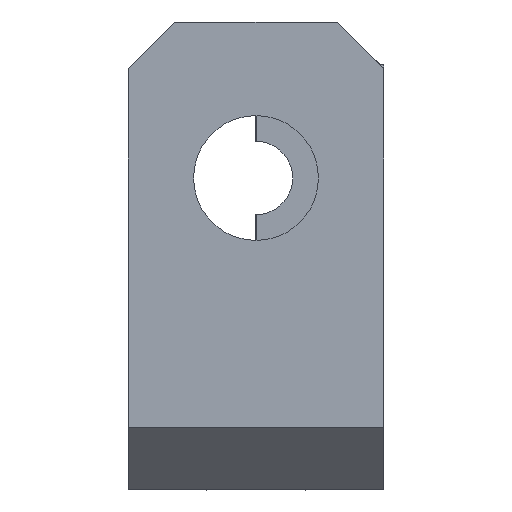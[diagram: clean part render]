
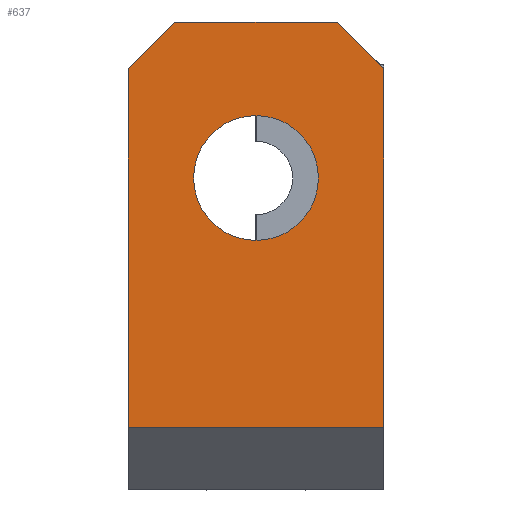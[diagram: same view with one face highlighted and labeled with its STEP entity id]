
A CAD part, front view. The second image highlights one B-rep face of the part: STEP entity #637.
In plain terms, the highlighted planar face has unit normal (0, -1, 0).
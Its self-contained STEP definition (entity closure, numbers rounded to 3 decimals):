
#28=FACE_BOUND('',#110,.T.);
#39=CIRCLE('',#694,4.);
#71=FACE_OUTER_BOUND('',#109,.T.);
#109=EDGE_LOOP('',(#573,#574,#575,#576,#577,#578));
#110=EDGE_LOOP('',(#579));
#114=LINE('',#871,#189);
#152=LINE('',#953,#227);
#175=LINE('',#1009,#250);
#180=LINE('',#1018,#255);
#182=LINE('',#1024,#257);
#184=LINE('',#1030,#259);
#189=VECTOR('',#703,10.);
#227=VECTOR('',#765,10.);
#250=VECTOR('',#826,10.);
#255=VECTOR('',#833,10.);
#257=VECTOR('',#841,10.);
#259=VECTOR('',#849,10.);
#264=VERTEX_POINT('',#868);
#265=VERTEX_POINT('',#870);
#296=VERTEX_POINT('',#950);
#297=VERTEX_POINT('',#952);
#311=VERTEX_POINT('',#1008);
#314=VERTEX_POINT('',#1016);
#318=VERTEX_POINT('',#1035);
#322=EDGE_CURVE('',#264,#265,#114,.T.);
#363=EDGE_CURVE('',#297,#296,#152,.T.);
#391=EDGE_CURVE('',#311,#296,#175,.T.);
#396=EDGE_CURVE('',#314,#311,#180,.T.);
#399=EDGE_CURVE('',#265,#314,#182,.T.);
#402=EDGE_CURVE('',#297,#264,#184,.T.);
#404=EDGE_CURVE('',#318,#318,#39,.T.);
#573=ORIENTED_EDGE('',*,*,#391,.F.);
#574=ORIENTED_EDGE('',*,*,#396,.F.);
#575=ORIENTED_EDGE('',*,*,#399,.F.);
#576=ORIENTED_EDGE('',*,*,#322,.F.);
#577=ORIENTED_EDGE('',*,*,#402,.F.);
#578=ORIENTED_EDGE('',*,*,#363,.T.);
#579=ORIENTED_EDGE('',*,*,#404,.T.);
#605=PLANE('',#695);
#637=ADVANCED_FACE('',(#71,#28),#605,.T.);
#694=AXIS2_PLACEMENT_3D('',#1036,#856,#857);
#695=AXIS2_PLACEMENT_3D('',#1038,#859,#860);
#703=DIRECTION('',(0.,0.,1.));
#765=DIRECTION('',(0.,0.,1.));
#826=DIRECTION('',(0.707,0.,-0.707));
#833=DIRECTION('',(1.,0.,0.));
#841=DIRECTION('',(0.707,0.,0.707));
#849=DIRECTION('',(-1.,0.,0.));
#856=DIRECTION('center_axis',(0.,1.,0.));
#857=DIRECTION('ref_axis',(1.,0.,0.));
#859=DIRECTION('center_axis',(0.,-1.,0.));
#860=DIRECTION('ref_axis',(1.,0.,0.));
#868=CARTESIAN_POINT('',(-8.2,-15.,-21.5));
#870=CARTESIAN_POINT('',(-8.2,-15.,1.5));
#871=CARTESIAN_POINT('',(-8.2,-15.,2.5));
#950=CARTESIAN_POINT('',(8.2,-15.,1.5));
#952=CARTESIAN_POINT('',(8.2,-15.,-21.5));
#953=CARTESIAN_POINT('',(8.2,-15.,-0.5));
#1008=CARTESIAN_POINT('',(5.2,-15.,4.5));
#1009=CARTESIAN_POINT('',(7.15,-15.,2.55));
#1016=CARTESIAN_POINT('',(-5.2,-15.,4.5));
#1018=CARTESIAN_POINT('',(8.,-15.,4.5));
#1024=CARTESIAN_POINT('',(-7.15,-15.,2.55));
#1030=CARTESIAN_POINT('',(4.,-15.,-21.5));
#1035=CARTESIAN_POINT('',(-4.,-15.,-5.5));
#1036=CARTESIAN_POINT('Origin',(0.,-15.,
-5.5));
#1038=CARTESIAN_POINT('Origin',(0.,-15.,
-5.5));
